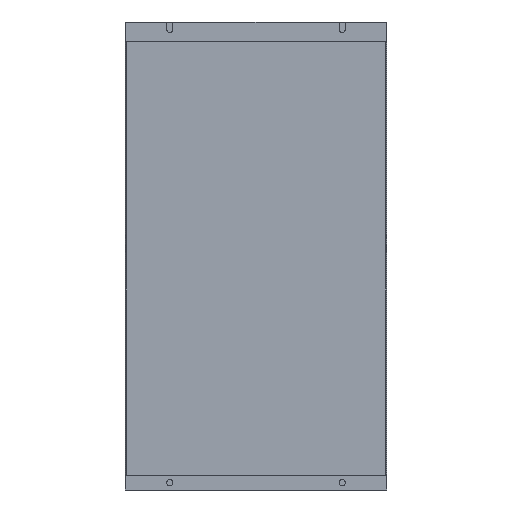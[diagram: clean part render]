
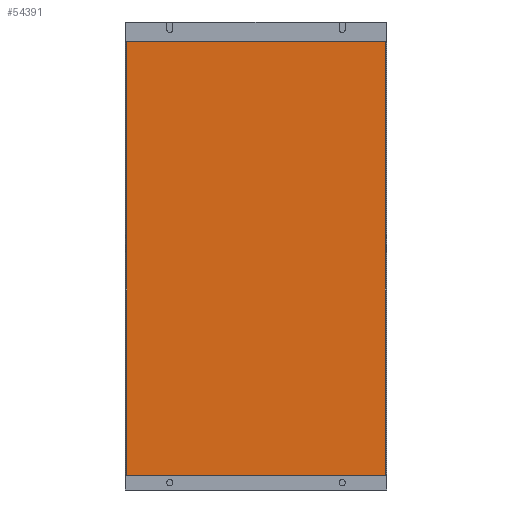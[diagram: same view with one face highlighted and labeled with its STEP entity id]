
A CAD part, front view. The second image highlights one B-rep face of the part: STEP entity #54391.
In plain terms, the highlighted planar face has unit normal (0, -1, 0).
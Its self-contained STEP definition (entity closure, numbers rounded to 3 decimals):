
#456 = CARTESIAN_POINT ( 'NONE',  ( 262.5, -2., -475. ) ) ;
#2647 = VERTEX_POINT ( 'NONE', #36494 ) ;
#4177 = LINE ( 'NONE', #50042, #79895 ) ;
#8874 = LINE ( 'NONE', #456, #27334 ) ;
#11753 = DIRECTION ( 'NONE',  ( -1., 0., 0. ) ) ;
#15012 = CARTESIAN_POINT ( 'NONE',  ( 262.5, -2., 435. ) ) ;
#15378 = DIRECTION ( 'NONE',  ( 0., 0., 1. ) ) ;
#18364 = VERTEX_POINT ( 'NONE', #15012 ) ;
#21179 = DIRECTION ( 'NONE',  ( 0., 1., 0. ) ) ;
#24648 = VECTOR ( 'NONE', #31424, 1000. ) ;
#24928 = CARTESIAN_POINT ( 'NONE',  ( -262.5, -2., 435. ) ) ;
#26220 = EDGE_LOOP ( 'NONE', ( #37235, #69053, #74023, #29161 ) ) ;
#27334 = VECTOR ( 'NONE', #15378, 1000. ) ;
#28680 = CARTESIAN_POINT ( 'NONE',  ( 0., -2., 0. ) ) ;
#29161 = ORIENTED_EDGE ( 'NONE', *, *, #66581, .T. ) ;
#31424 = DIRECTION ( 'NONE',  ( 1., 0., 0. ) ) ;
#32824 = EDGE_CURVE ( 'NONE', #2647, #66268, #4177, .T. ) ;
#35660 = CARTESIAN_POINT ( 'NONE',  ( 0., -2., 435. ) ) ;
#36494 = CARTESIAN_POINT ( 'NONE',  ( -262.5, -2., -445. ) ) ;
#36639 = PLANE ( 'NONE',  #62601 ) ;
#37235 = ORIENTED_EDGE ( 'NONE', *, *, #74975, .T. ) ;
#43533 = DIRECTION ( 'NONE',  ( 0., 0., 1. ) ) ;
#45109 = FACE_OUTER_BOUND ( 'NONE', #26220, .T. ) ;
#50042 = CARTESIAN_POINT ( 'NONE',  ( -262.5, -2., -475. ) ) ;
#54391 = ADVANCED_FACE ( 'NONE', ( #45109 ), #36639, .F. ) ;
#57303 = CARTESIAN_POINT ( 'NONE',  ( 262.5, -2., -445. ) ) ;
#61463 = VECTOR ( 'NONE', #11753, 1000. ) ;
#62601 = AXIS2_PLACEMENT_3D ( 'NONE', #28680, #21179, #68049 ) ;
#66268 = VERTEX_POINT ( 'NONE', #24928 ) ;
#66581 = EDGE_CURVE ( 'NONE', #72280, #18364, #8874, .T. ) ;
#67355 = CARTESIAN_POINT ( 'NONE',  ( 0., -2., -445. ) ) ;
#68049 = DIRECTION ( 'NONE',  ( 1., 0., 0. ) ) ;
#69053 = ORIENTED_EDGE ( 'NONE', *, *, #32824, .F. ) ;
#69323 = LINE ( 'NONE', #67355, #24648 ) ;
#72280 = VERTEX_POINT ( 'NONE', #57303 ) ;
#74023 = ORIENTED_EDGE ( 'NONE', *, *, #79100, .T. ) ;
#74975 = EDGE_CURVE ( 'NONE', #18364, #66268, #87080, .T. ) ;
#79100 = EDGE_CURVE ( 'NONE', #2647, #72280, #69323, .T. ) ;
#79895 = VECTOR ( 'NONE', #43533, 1000. ) ;
#87080 = LINE ( 'NONE', #35660, #61463 ) ;
